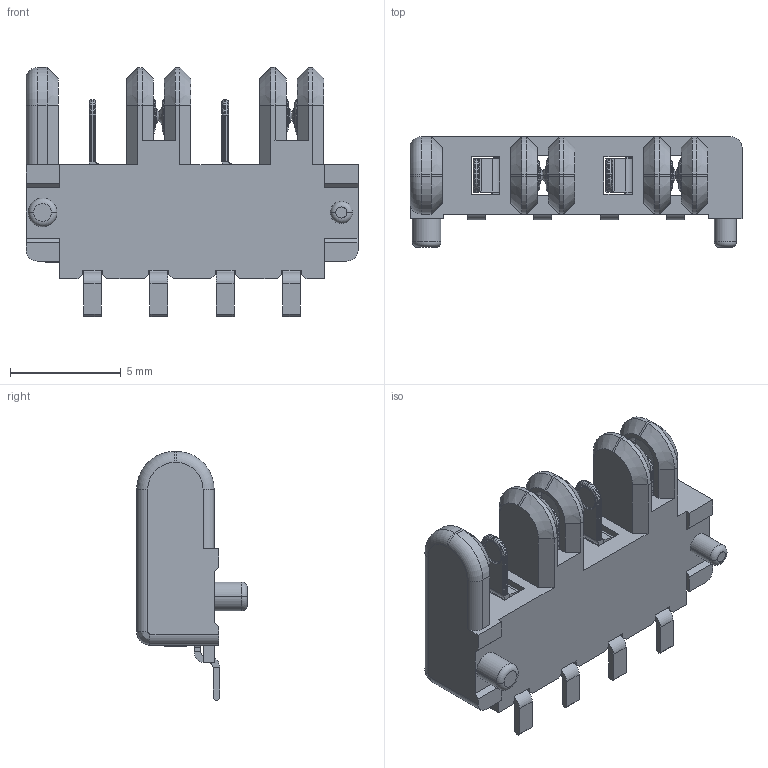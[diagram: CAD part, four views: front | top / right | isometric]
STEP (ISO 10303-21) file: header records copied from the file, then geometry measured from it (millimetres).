
FILE_DESCRIPTION((''),'2;1');
FILE_NAME('10120045-401_SW0001','2014-05-30T',('mjacob'),('FCI - CDC Division'),'PRO/ENGINEER BY PARAMETRIC TECHNOLOGY CORPORATION, 2013150','PRO/ENGINEER BY PARAMETRIC TECHNOLOGY CORPORATION, 2013150','');
FILE_SCHEMA(('CONFIG_CONTROL_DESIGN'));
Length unit declared in the file: inch
Products named in the file (1): 10120045-401_SW0001
Bounding box: 15 x 5 x 11.25 mm (x, y, z)
Volume: 255.8 mm3; surface area: 829.7 mm2
Topology: 1 solids, 1 shells, 1018 faces, 2591 edges, 1568 vertices
Faces by surface type: plane 600, cylinder 256, torus 86, cone 50, bspline 26
Entity records: 31229 total; most frequent: CARTESIAN_POINT 6249, DIRECTION 5313, ORIENTED_EDGE 5182, EDGE_CURVE 2591, VECTOR 1789, LINE 1789, AXIS2_PLACEMENT_3D 1762, VERTEX_POINT 1568
